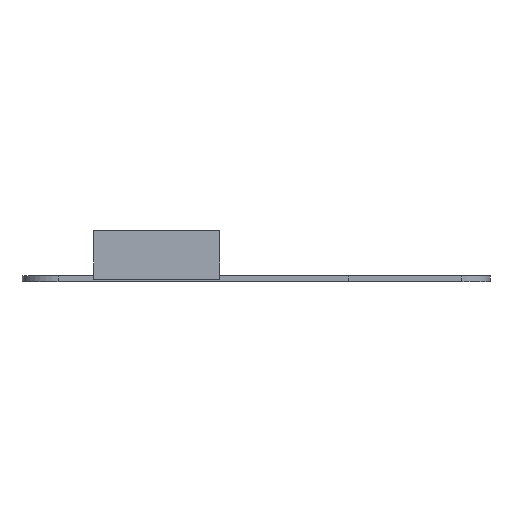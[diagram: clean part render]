
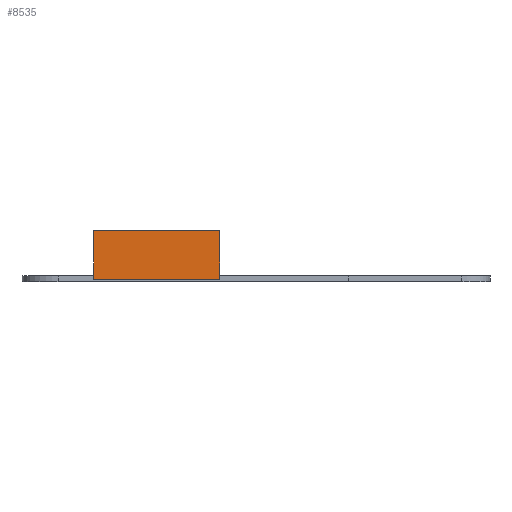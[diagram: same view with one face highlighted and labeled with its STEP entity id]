
A CAD part, left-side view. The second image highlights one B-rep face of the part: STEP entity #8535.
In plain terms, the highlighted planar face has unit normal (-1, 0, 0).
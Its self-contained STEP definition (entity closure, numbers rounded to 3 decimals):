
#8366 = PLANE('',#8367);
#8367 = AXIS2_PLACEMENT_3D('',#8368,#8369,#8370);
#8368 = CARTESIAN_POINT('',(-0.312,4.45,0.));
#8369 = DIRECTION('',(0.,1.,0.));
#8370 = DIRECTION('',(1.,0.,0.));
#8394 = PLANE('',#8395);
#8395 = AXIS2_PLACEMENT_3D('',#8396,#8397,#8398);
#8396 = CARTESIAN_POINT('',(0.313,4.45,3.45));
#8397 = DIRECTION('',(0.,0.,1.));
#8398 = DIRECTION('',(1.,0.,0.));
#8422 = PLANE('',#8423);
#8423 = AXIS2_PLACEMENT_3D('',#8424,#8425,#8426);
#8424 = CARTESIAN_POINT('',(0.313,-4.45,0.));
#8425 = DIRECTION('',(0.,-1.,0.));
#8426 = DIRECTION('',(-1.,0.,0.));
#8448 = PLANE('',#8449);
#8449 = AXIS2_PLACEMENT_3D('',#8450,#8451,#8452);
#8450 = CARTESIAN_POINT('',(0.313,4.45,0.));
#8451 = DIRECTION('',(0.,0.,1.));
#8452 = DIRECTION('',(1.,0.,0.));
#8465 = VERTEX_POINT('',#8466);
#8466 = CARTESIAN_POINT('',(-0.312,-4.45,3.45));
#8487 = EDGE_CURVE('',#8488,#8465,#8490,.T.);
#8488 = VERTEX_POINT('',#8489);
#8489 = CARTESIAN_POINT('',(-0.312,-4.45,0.));
#8490 = SURFACE_CURVE('',#8491,(#8495,#8502),.PCURVE_S1.);
#8491 = LINE('',#8492,#8493);
#8492 = CARTESIAN_POINT('',(-0.312,-4.45,0.));
#8493 = VECTOR('',#8494,1.);
#8494 = DIRECTION('',(0.,0.,1.));
#8495 = PCURVE('',#8422,#8496);
#8496 = DEFINITIONAL_REPRESENTATION('',(#8497),#8501);
#8497 = LINE('',#8498,#8499);
#8498 = CARTESIAN_POINT('',(0.625,0.));
#8499 = VECTOR('',#8500,1.);
#8500 = DIRECTION('',(0.,-1.));
#8501 = ( GEOMETRIC_REPRESENTATION_CONTEXT(2) 
PARAMETRIC_REPRESENTATION_CONTEXT() REPRESENTATION_CONTEXT('2D SPACE',''
  ) );
#8502 = PCURVE('',#8503,#8508);
#8503 = PLANE('',#8504);
#8504 = AXIS2_PLACEMENT_3D('',#8505,#8506,#8507);
#8505 = CARTESIAN_POINT('',(-0.312,-4.45,0.));
#8506 = DIRECTION('',(-1.,0.,0.));
#8507 = DIRECTION('',(0.,1.,0.));
#8508 = DEFINITIONAL_REPRESENTATION('',(#8509),#8513);
#8509 = LINE('',#8510,#8511);
#8510 = CARTESIAN_POINT('',(0.,0.));
#8511 = VECTOR('',#8512,1.);
#8512 = DIRECTION('',(0.,-1.));
#8513 = ( GEOMETRIC_REPRESENTATION_CONTEXT(2) 
PARAMETRIC_REPRESENTATION_CONTEXT() REPRESENTATION_CONTEXT('2D SPACE',''
  ) );
#8535 = ADVANCED_FACE('',(#8536),#8503,.T.);
#8536 = FACE_BOUND('',#8537,.T.);
#8537 = EDGE_LOOP('',(#8538,#8539,#8562,#8585));
#8538 = ORIENTED_EDGE('',*,*,#8487,.T.);
#8539 = ORIENTED_EDGE('',*,*,#8540,.T.);
#8540 = EDGE_CURVE('',#8465,#8541,#8543,.T.);
#8541 = VERTEX_POINT('',#8542);
#8542 = CARTESIAN_POINT('',(-0.312,4.45,3.45));
#8543 = SURFACE_CURVE('',#8544,(#8548,#8555),.PCURVE_S1.);
#8544 = LINE('',#8545,#8546);
#8545 = CARTESIAN_POINT('',(-0.312,-4.45,3.45));
#8546 = VECTOR('',#8547,1.);
#8547 = DIRECTION('',(0.,1.,0.));
#8548 = PCURVE('',#8503,#8549);
#8549 = DEFINITIONAL_REPRESENTATION('',(#8550),#8554);
#8550 = LINE('',#8551,#8552);
#8551 = CARTESIAN_POINT('',(0.,-3.45));
#8552 = VECTOR('',#8553,1.);
#8553 = DIRECTION('',(1.,0.));
#8554 = ( GEOMETRIC_REPRESENTATION_CONTEXT(2) 
PARAMETRIC_REPRESENTATION_CONTEXT() REPRESENTATION_CONTEXT('2D SPACE',''
  ) );
#8555 = PCURVE('',#8394,#8556);
#8556 = DEFINITIONAL_REPRESENTATION('',(#8557),#8561);
#8557 = LINE('',#8558,#8559);
#8558 = CARTESIAN_POINT('',(-0.625,-8.9));
#8559 = VECTOR('',#8560,1.);
#8560 = DIRECTION('',(0.,1.));
#8561 = ( GEOMETRIC_REPRESENTATION_CONTEXT(2) 
PARAMETRIC_REPRESENTATION_CONTEXT() REPRESENTATION_CONTEXT('2D SPACE',''
  ) );
#8562 = ORIENTED_EDGE('',*,*,#8563,.F.);
#8563 = EDGE_CURVE('',#8564,#8541,#8566,.T.);
#8564 = VERTEX_POINT('',#8565);
#8565 = CARTESIAN_POINT('',(-0.312,4.45,0.));
#8566 = SURFACE_CURVE('',#8567,(#8571,#8578),.PCURVE_S1.);
#8567 = LINE('',#8568,#8569);
#8568 = CARTESIAN_POINT('',(-0.312,4.45,0.));
#8569 = VECTOR('',#8570,1.);
#8570 = DIRECTION('',(0.,0.,1.));
#8571 = PCURVE('',#8503,#8572);
#8572 = DEFINITIONAL_REPRESENTATION('',(#8573),#8577);
#8573 = LINE('',#8574,#8575);
#8574 = CARTESIAN_POINT('',(8.9,0.));
#8575 = VECTOR('',#8576,1.);
#8576 = DIRECTION('',(0.,-1.));
#8577 = ( GEOMETRIC_REPRESENTATION_CONTEXT(2) 
PARAMETRIC_REPRESENTATION_CONTEXT() REPRESENTATION_CONTEXT('2D SPACE',''
  ) );
#8578 = PCURVE('',#8366,#8579);
#8579 = DEFINITIONAL_REPRESENTATION('',(#8580),#8584);
#8580 = LINE('',#8581,#8582);
#8581 = CARTESIAN_POINT('',(0.,0.));
#8582 = VECTOR('',#8583,1.);
#8583 = DIRECTION('',(0.,-1.));
#8584 = ( GEOMETRIC_REPRESENTATION_CONTEXT(2) 
PARAMETRIC_REPRESENTATION_CONTEXT() REPRESENTATION_CONTEXT('2D SPACE',''
  ) );
#8585 = ORIENTED_EDGE('',*,*,#8586,.F.);
#8586 = EDGE_CURVE('',#8488,#8564,#8587,.T.);
#8587 = SURFACE_CURVE('',#8588,(#8592,#8599),.PCURVE_S1.);
#8588 = LINE('',#8589,#8590);
#8589 = CARTESIAN_POINT('',(-0.312,-4.45,0.));
#8590 = VECTOR('',#8591,1.);
#8591 = DIRECTION('',(0.,1.,0.));
#8592 = PCURVE('',#8503,#8593);
#8593 = DEFINITIONAL_REPRESENTATION('',(#8594),#8598);
#8594 = LINE('',#8595,#8596);
#8595 = CARTESIAN_POINT('',(0.,0.));
#8596 = VECTOR('',#8597,1.);
#8597 = DIRECTION('',(1.,0.));
#8598 = ( GEOMETRIC_REPRESENTATION_CONTEXT(2) 
PARAMETRIC_REPRESENTATION_CONTEXT() REPRESENTATION_CONTEXT('2D SPACE',''
  ) );
#8599 = PCURVE('',#8448,#8600);
#8600 = DEFINITIONAL_REPRESENTATION('',(#8601),#8605);
#8601 = LINE('',#8602,#8603);
#8602 = CARTESIAN_POINT('',(-0.625,-8.9));
#8603 = VECTOR('',#8604,1.);
#8604 = DIRECTION('',(0.,1.));
#8605 = ( GEOMETRIC_REPRESENTATION_CONTEXT(2) 
PARAMETRIC_REPRESENTATION_CONTEXT() REPRESENTATION_CONTEXT('2D SPACE',''
  ) );
